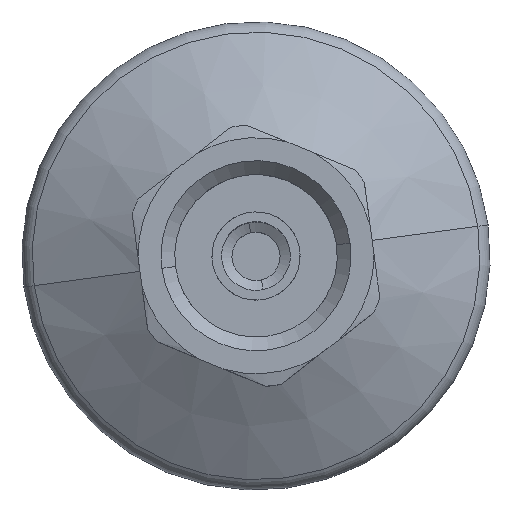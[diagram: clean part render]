
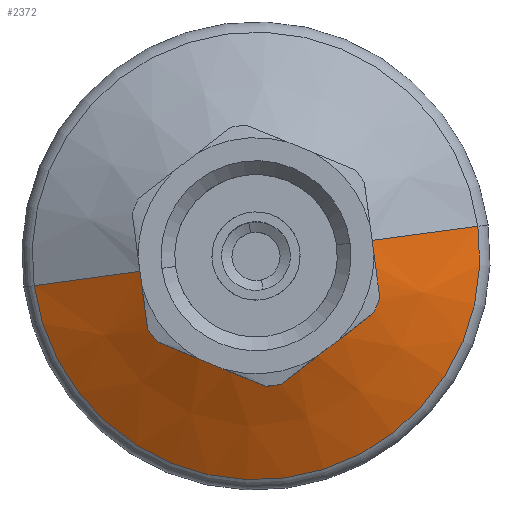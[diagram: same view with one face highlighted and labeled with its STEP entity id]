
A CAD part, top view. The second image highlights one B-rep face of the part: STEP entity #2372.
In plain terms, the highlighted conical face has half-angle 60 degrees and reference radius 8.113 mm.
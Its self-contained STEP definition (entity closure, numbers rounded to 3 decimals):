
#11=B_SPLINE_CURVE_WITH_KNOTS('',2,(#7493,#7494,#7495,#7496,#7497,#7498,
#7499),.UNSPECIFIED.,.F.,.F.,(3,1,1,1,1,3),(0.,0.188,0.375,
0.625,0.812,1.),.UNSPECIFIED.);
#12=B_SPLINE_CURVE_WITH_KNOTS('',2,(#7501,#7502,#7503,#7504,#7505,#7506,
#7507),.UNSPECIFIED.,.F.,.F.,(3,1,1,1,1,3),(0.,0.188,0.375,
0.625,0.812,1.),.UNSPECIFIED.);
#13=B_SPLINE_CURVE_WITH_KNOTS('',2,(#7509,#7510,#7511,#7512,#7513),
 .UNSPECIFIED.,.F.,.F.,(3,1,1,3),(0.,0.375,0.625,
1.),.UNSPECIFIED.);
#17=B_SPLINE_CURVE_WITH_KNOTS('',2,(#7536,#7537,#7538,#7539,#7540),
 .UNSPECIFIED.,.F.,.F.,(3,1,1,3),(0.,0.375,0.625,
1.),.UNSPECIFIED.);
#59=CONICAL_SURFACE('',#5045,8.112,1.047);
#489=FACE_OUTER_BOUND('',#777,.F.);
#777=EDGE_LOOP('',(#1286,#1287,#1288,#1289,#1290,#1291,#1292,#1293,#1294,
#1295));
#1286=ORIENTED_EDGE('',*,*,#3758,.T.);
#1287=ORIENTED_EDGE('',*,*,#3746,.T.);
#1288=ORIENTED_EDGE('',*,*,#3747,.F.);
#1289=ORIENTED_EDGE('',*,*,#3748,.T.);
#1290=ORIENTED_EDGE('',*,*,#3749,.F.);
#1291=ORIENTED_EDGE('',*,*,#3750,.T.);
#1292=ORIENTED_EDGE('',*,*,#3751,.F.);
#1293=ORIENTED_EDGE('',*,*,#3857,.F.);
#1294=ORIENTED_EDGE('',*,*,#3744,.F.);
#1295=ORIENTED_EDGE('',*,*,#3856,.F.);
#2372=ADVANCED_FACE('',(#489),#59,.T.);
#2808=LINE('',#7690,#3066);
#2809=LINE('',#7691,#3067);
#3066=VECTOR('',#6051,8.949);
#3067=VECTOR('',#6052,8.949);
#3342=CIRCLE('',#5008,16.25);
#3344=CIRCLE('',#5010,9.5);
#3345=CIRCLE('',#5011,9.5);
#3346=CIRCLE('',#5012,9.5);
#3744=EDGE_CURVE('',#4357,#4356,#3342,.T.);
#3746=EDGE_CURVE('',#4355,#4354,#3344,.T.);
#3747=EDGE_CURVE('',#4353,#4354,#11,.T.);
#3748=EDGE_CURVE('',#4353,#4352,#3345,.T.);
#3749=EDGE_CURVE('',#4351,#4352,#12,.T.);
#3750=EDGE_CURVE('',#4351,#4350,#3346,.T.);
#3751=EDGE_CURVE('',#4349,#4350,#13,.T.);
#3758=EDGE_CURVE('',#4342,#4355,#17,.T.);
#3856=EDGE_CURVE('',#4342,#4357,#2808,.T.);
#3857=EDGE_CURVE('',#4356,#4349,#2809,.T.);
#4342=VERTEX_POINT('',#7394);
#4349=VERTEX_POINT('',#7401);
#4350=VERTEX_POINT('',#7402);
#4351=VERTEX_POINT('',#7403);
#4352=VERTEX_POINT('',#7404);
#4353=VERTEX_POINT('',#7405);
#4354=VERTEX_POINT('',#7406);
#4355=VERTEX_POINT('',#7407);
#4356=VERTEX_POINT('',#7408);
#4357=VERTEX_POINT('',#7409);
#5008=AXIS2_PLACEMENT_3D('',#7490,#5923,#5924);
#5010=AXIS2_PLACEMENT_3D('',#7492,#5927,#5928);
#5011=AXIS2_PLACEMENT_3D('',#7500,#5929,#5930);
#5012=AXIS2_PLACEMENT_3D('',#7508,#5931,#5932);
#5045=AXIS2_PLACEMENT_3D('',#7695,#6058,#6057);
#5923=DIRECTION('',(0.,0.,1.));
#5924=DIRECTION('',(-0.991,-0.133,0.));
#5927=DIRECTION('',(0.,0.,1.));
#5928=DIRECTION('',(-0.828,-0.561,0.));
#5929=DIRECTION('',(0.,0.,1.));
#5930=DIRECTION('',(0.072,-0.997,0.));
#5931=DIRECTION('',(0.,0.,1.));
#5932=DIRECTION('',(0.9,-0.436,0.));
#6051=DIRECTION('',(-0.858,-0.115,-0.5));
#6052=DIRECTION('',(-0.858,-0.115,0.5));
#6057=DIRECTION('',(0.976,0.218,0.));
#6058=DIRECTION('',(0.,0.,-1.));
#7394=CARTESIAN_POINT('',(-8.425,-1.126,8.077));
#7401=CARTESIAN_POINT('',(8.425,1.126,8.077));
#7402=CARTESIAN_POINT('',(8.987,-3.079,7.5));
#7403=CARTESIAN_POINT('',(8.549,-4.144,7.5));
#7404=CARTESIAN_POINT('',(1.827,-9.323,7.5));
#7405=CARTESIAN_POINT('',(0.686,-9.475,7.5));
#7406=CARTESIAN_POINT('',(-7.16,-6.244,7.5));
#7407=CARTESIAN_POINT('',(-7.863,-5.332,7.5));
#7408=CARTESIAN_POINT('',(16.107,2.153,3.603));
#7409=CARTESIAN_POINT('',(-16.107,-2.153,3.603));
#7490=CARTESIAN_POINT('',(0.,0.,3.603));
#7492=CARTESIAN_POINT('',(0.,0.,7.5));
#7493=CARTESIAN_POINT('',(0.686,-9.475,7.5));
#7494=CARTESIAN_POINT('',(-0.034,-9.175,7.708));
#7495=CARTESIAN_POINT('',(-1.503,-8.574,7.978));
#7496=CARTESIAN_POINT('',(-3.237,-7.859,8.117));
#7497=CARTESIAN_POINT('',(-4.971,-7.146,7.978));
#7498=CARTESIAN_POINT('',(-6.438,-6.538,7.708));
#7499=CARTESIAN_POINT('',(-7.16,-6.244,7.5));
#7500=CARTESIAN_POINT('',(0.,0.,7.5));
#7501=CARTESIAN_POINT('',(8.549,-4.144,7.5));
#7502=CARTESIAN_POINT('',(7.929,-4.617,7.708));
#7503=CARTESIAN_POINT('',(6.674,-5.589,7.978));
#7504=CARTESIAN_POINT('',(5.188,-6.733,8.117));
#7505=CARTESIAN_POINT('',(3.703,-7.878,7.978));
#7506=CARTESIAN_POINT('',(2.443,-8.844,7.708));
#7507=CARTESIAN_POINT('',(1.827,-9.323,7.5));
#7508=CARTESIAN_POINT('',(0.,0.,7.5));
#7509=CARTESIAN_POINT('',(8.425,1.126,8.077));
#7510=CARTESIAN_POINT('',(8.532,0.327,8.077));
#7511=CARTESIAN_POINT('',(8.709,-0.996,7.933));
#7512=CARTESIAN_POINT('',(8.884,-2.306,7.703));
#7513=CARTESIAN_POINT('',(8.987,-3.079,7.5));
#7536=CARTESIAN_POINT('',(-8.425,-1.126,8.077));
#7537=CARTESIAN_POINT('',(-8.318,-1.926,8.077));
#7538=CARTESIAN_POINT('',(-8.141,-3.249,7.933));
#7539=CARTESIAN_POINT('',(-7.966,-4.559,7.703));
#7540=CARTESIAN_POINT('',(-7.863,-5.332,7.5));
#7690=CARTESIAN_POINT('',(-8.425,-1.126,8.077));
#7691=CARTESIAN_POINT('',(16.107,2.153,3.603));
#7695=CARTESIAN_POINT('',(0.,0.,8.301));
